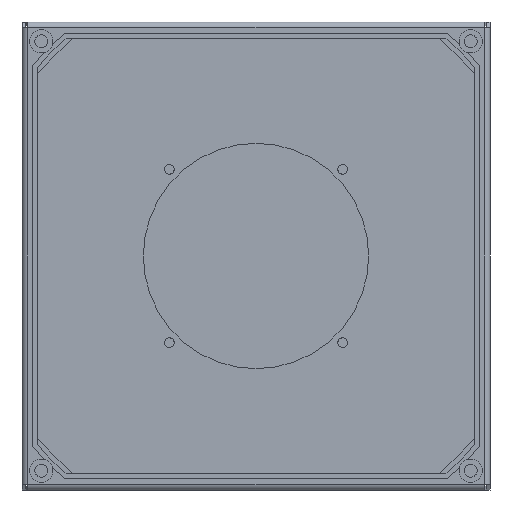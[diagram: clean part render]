
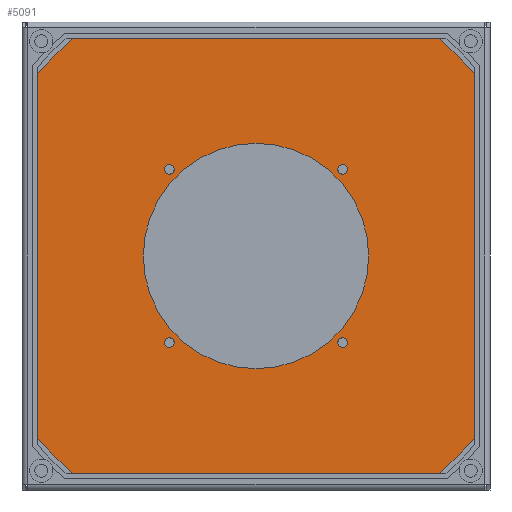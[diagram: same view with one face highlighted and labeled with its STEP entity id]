
A CAD part, front view. The second image highlights one B-rep face of the part: STEP entity #5091.
In plain terms, the highlighted face is planar.
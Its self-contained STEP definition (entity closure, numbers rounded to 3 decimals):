
#4736=CARTESIAN_POINT('',(0.,10.,0.));
#4737=DIRECTION('',(0.,-1.,0.));
#4738=DIRECTION('',(1.,0.,0.));
#4739=AXIS2_PLACEMENT_3D('',#4736,#4737,#4738);
#4741=CARTESIAN_POINT('',(0.,10.,0.));
#4742=DIRECTION('',(0.,-1.,0.));
#4743=DIRECTION('',(-1.,0.,0.));
#4744=AXIS2_PLACEMENT_3D('',#4741,#4742,#4743);
#4746=CARTESIAN_POINT('',(-45.,10.,-45.));
#4747=DIRECTION('',(0.,-1.,0.));
#4748=DIRECTION('',(1.,0.,0.));
#4749=AXIS2_PLACEMENT_3D('',#4746,#4747,#4748);
#4751=CARTESIAN_POINT('',(-45.,10.,-45.));
#4752=DIRECTION('',(0.,-1.,0.));
#4753=DIRECTION('',(-1.,0.,0.));
#4754=AXIS2_PLACEMENT_3D('',#4751,#4752,#4753);
#4756=CARTESIAN_POINT('',(-45.,10.,45.));
#4757=DIRECTION('',(0.,-1.,0.));
#4758=DIRECTION('',(1.,0.,0.));
#4759=AXIS2_PLACEMENT_3D('',#4756,#4757,#4758);
#4761=CARTESIAN_POINT('',(-45.,10.,45.));
#4762=DIRECTION('',(0.,-1.,0.));
#4763=DIRECTION('',(-1.,0.,0.));
#4764=AXIS2_PLACEMENT_3D('',#4761,#4762,#4763);
#4766=CARTESIAN_POINT('',(45.,10.,45.));
#4767=DIRECTION('',(0.,-1.,0.));
#4768=DIRECTION('',(1.,0.,0.));
#4769=AXIS2_PLACEMENT_3D('',#4766,#4767,#4768);
#4771=CARTESIAN_POINT('',(45.,10.,45.));
#4772=DIRECTION('',(0.,-1.,0.));
#4773=DIRECTION('',(-1.,0.,0.));
#4774=AXIS2_PLACEMENT_3D('',#4771,#4772,#4773);
#4776=CARTESIAN_POINT('',(45.,10.,-45.));
#4777=DIRECTION('',(0.,-1.,0.));
#4778=DIRECTION('',(1.,0.,0.));
#4779=AXIS2_PLACEMENT_3D('',#4776,#4777,#4778);
#4781=CARTESIAN_POINT('',(45.,10.,-45.));
#4782=DIRECTION('',(0.,-1.,0.));
#4783=DIRECTION('',(-1.,0.,0.));
#4784=AXIS2_PLACEMENT_3D('',#4781,#4782,#4783);
#4786=CARTESIAN_POINT('',(-116.,10.,-116.));
#4787=DIRECTION('',(0.,1.,0.));
#4788=DIRECTION('',(0.,0.,-1.));
#4789=AXIS2_PLACEMENT_3D('',#4786,#4787,#4788);
#4791=DIRECTION('',(-1.,0.,0.));
#4792=VECTOR('',#4791,232.);
#4793=CARTESIAN_POINT('',(116.,10.,-118.));
#4794=LINE('',#4793,#4792);
#4795=CARTESIAN_POINT('',(116.,10.,-116.));
#4796=DIRECTION('',(0.,1.,0.));
#4797=DIRECTION('',(1.,0.,0.));
#4798=AXIS2_PLACEMENT_3D('',#4795,#4796,#4797);
#4800=DIRECTION('',(0.,0.,-1.));
#4801=VECTOR('',#4800,232.);
#4802=CARTESIAN_POINT('',(118.,10.,116.));
#4803=LINE('',#4802,#4801);
#4804=CARTESIAN_POINT('',(116.,10.,116.));
#4805=DIRECTION('',(0.,1.,0.));
#4806=DIRECTION('',(0.,0.,1.));
#4807=AXIS2_PLACEMENT_3D('',#4804,#4805,#4806);
#4809=DIRECTION('',(1.,0.,0.));
#4810=VECTOR('',#4809,232.);
#4811=CARTESIAN_POINT('',(-116.,10.,118.));
#4812=LINE('',#4811,#4810);
#4813=CARTESIAN_POINT('',(-116.,10.,116.));
#4814=DIRECTION('',(0.,1.,0.));
#4815=DIRECTION('',(-1.,0.,0.));
#4816=AXIS2_PLACEMENT_3D('',#4813,#4814,#4815);
#4818=DIRECTION('',(0.,0.,1.));
#4819=VECTOR('',#4818,232.);
#4820=CARTESIAN_POINT('',(-118.,10.,-116.));
#4821=LINE('',#4820,#4819);
#4922=CARTESIAN_POINT('',(58.5,10.,0.));
#4923=CARTESIAN_POINT('',(-58.5,10.,0.));
#4924=VERTEX_POINT('',#4922);
#4925=VERTEX_POINT('',#4923);
#4926=CARTESIAN_POINT('',(-42.5,10.,-45.));
#4927=CARTESIAN_POINT('',(-47.5,10.,-45.));
#4928=VERTEX_POINT('',#4926);
#4929=VERTEX_POINT('',#4927);
#4930=CARTESIAN_POINT('',(-42.5,10.,45.));
#4931=CARTESIAN_POINT('',(-47.5,10.,45.));
#4932=VERTEX_POINT('',#4930);
#4933=VERTEX_POINT('',#4931);
#4934=CARTESIAN_POINT('',(47.5,10.,45.));
#4935=CARTESIAN_POINT('',(42.5,10.,45.));
#4936=VERTEX_POINT('',#4934);
#4937=VERTEX_POINT('',#4935);
#4938=CARTESIAN_POINT('',(47.5,10.,-45.));
#4939=CARTESIAN_POINT('',(42.5,10.,-45.));
#4940=VERTEX_POINT('',#4938);
#4941=VERTEX_POINT('',#4939);
#4942=CARTESIAN_POINT('',(-116.,10.,-118.));
#4943=CARTESIAN_POINT('',(-118.,10.,-116.));
#4944=VERTEX_POINT('',#4942);
#4945=VERTEX_POINT('',#4943);
#4946=CARTESIAN_POINT('',(-118.,10.,116.));
#4947=VERTEX_POINT('',#4946);
#4948=CARTESIAN_POINT('',(-116.,10.,118.));
#4949=VERTEX_POINT('',#4948);
#4950=CARTESIAN_POINT('',(116.,10.,118.));
#4951=VERTEX_POINT('',#4950);
#4952=CARTESIAN_POINT('',(118.,10.,116.));
#4953=VERTEX_POINT('',#4952);
#4954=CARTESIAN_POINT('',(118.,10.,-116.));
#4955=VERTEX_POINT('',#4954);
#4956=CARTESIAN_POINT('',(116.,10.,-118.));
#4957=VERTEX_POINT('',#4956);
#5040=CARTESIAN_POINT('',(0.,10.,0.));
#5041=DIRECTION('',(0.,1.,0.));
#5042=DIRECTION('',(1.,0.,0.));
#5043=AXIS2_PLACEMENT_3D('',#5040,#5041,#5042);
#5044=PLANE('',#5043);
#5046=ORIENTED_EDGE('',*,*,#5045,.F.);
#5048=ORIENTED_EDGE('',*,*,#5047,.F.);
#5050=ORIENTED_EDGE('',*,*,#5049,.F.);
#5052=ORIENTED_EDGE('',*,*,#5051,.F.);
#5054=ORIENTED_EDGE('',*,*,#5053,.F.);
#5056=ORIENTED_EDGE('',*,*,#5055,.F.);
#5058=ORIENTED_EDGE('',*,*,#5057,.F.);
#5060=ORIENTED_EDGE('',*,*,#5059,.F.);
#5061=EDGE_LOOP('',(#5046,#5048,#5050,#5052,#5054,#5056,#5058,#5060));
#5062=FACE_OUTER_BOUND('',#5061,.F.);
#5064=ORIENTED_EDGE('',*,*,#5063,.F.);
#5066=ORIENTED_EDGE('',*,*,#5065,.F.);
#5067=EDGE_LOOP('',(#5064,#5066));
#5068=FACE_BOUND('',#5067,.F.);
#5070=ORIENTED_EDGE('',*,*,#5069,.F.);
#5072=ORIENTED_EDGE('',*,*,#5071,.F.);
#5073=EDGE_LOOP('',(#5070,#5072));
#5074=FACE_BOUND('',#5073,.F.);
#5076=ORIENTED_EDGE('',*,*,#5075,.F.);
#5078=ORIENTED_EDGE('',*,*,#5077,.F.);
#5079=EDGE_LOOP('',(#5076,#5078));
#5080=FACE_BOUND('',#5079,.F.);
#5082=ORIENTED_EDGE('',*,*,#5081,.F.);
#5084=ORIENTED_EDGE('',*,*,#5083,.F.);
#5085=EDGE_LOOP('',(#5082,#5084));
#5086=FACE_BOUND('',#5085,.F.);
#5087=ORIENTED_EDGE('',*,*,#5020,.F.);
#5088=ORIENTED_EDGE('',*,*,#5034,.F.);
#5089=EDGE_LOOP('',(#5087,#5088));
#5090=FACE_BOUND('',#5089,.F.);
#4740=CIRCLE('',#4739,58.5);
#4745=CIRCLE('',#4744,58.5);
#4750=CIRCLE('',#4749,2.5);
#4755=CIRCLE('',#4754,2.5);
#4760=CIRCLE('',#4759,2.5);
#4765=CIRCLE('',#4764,2.5);
#4770=CIRCLE('',#4769,2.5);
#4775=CIRCLE('',#4774,2.5);
#4780=CIRCLE('',#4779,2.5);
#4785=CIRCLE('',#4784,2.5);
#4790=CIRCLE('',#4789,2.);
#4799=CIRCLE('',#4798,2.);
#4808=CIRCLE('',#4807,2.);
#4817=CIRCLE('',#4816,2.);
#5020=EDGE_CURVE('',#4924,#4925,#4740,.T.);
#5034=EDGE_CURVE('',#4925,#4924,#4745,.T.);
#5045=EDGE_CURVE('',#4944,#4945,#4790,.T.);
#5047=EDGE_CURVE('',#4957,#4944,#4794,.T.);
#5049=EDGE_CURVE('',#4955,#4957,#4799,.T.);
#5051=EDGE_CURVE('',#4953,#4955,#4803,.T.);
#5053=EDGE_CURVE('',#4951,#4953,#4808,.T.);
#5055=EDGE_CURVE('',#4949,#4951,#4812,.T.);
#5057=EDGE_CURVE('',#4947,#4949,#4817,.T.);
#5059=EDGE_CURVE('',#4945,#4947,#4821,.T.);
#5063=EDGE_CURVE('',#4928,#4929,#4750,.T.);
#5065=EDGE_CURVE('',#4929,#4928,#4755,.T.);
#5069=EDGE_CURVE('',#4932,#4933,#4760,.T.);
#5071=EDGE_CURVE('',#4933,#4932,#4765,.T.);
#5075=EDGE_CURVE('',#4936,#4937,#4770,.T.);
#5077=EDGE_CURVE('',#4937,#4936,#4775,.T.);
#5081=EDGE_CURVE('',#4940,#4941,#4780,.T.);
#5083=EDGE_CURVE('',#4941,#4940,#4785,.T.);
#5091=ADVANCED_FACE('',(#5062,#5068,#5074,#5080,#5086,#5090),#5044,.T.);
